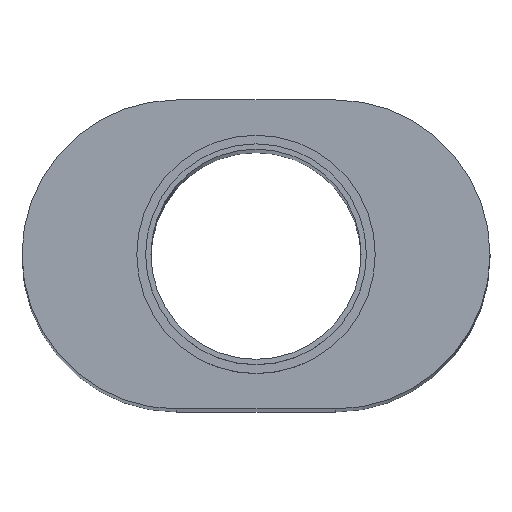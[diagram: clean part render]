
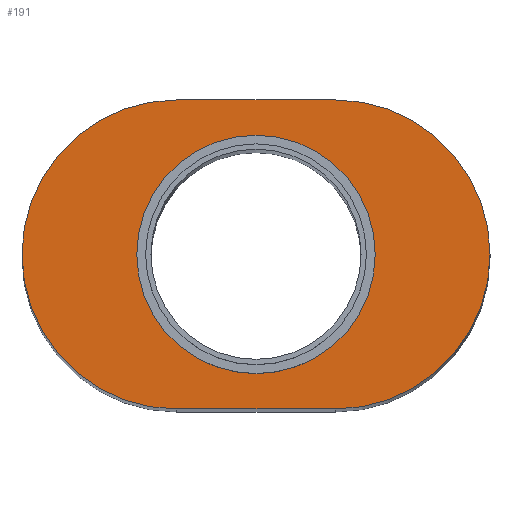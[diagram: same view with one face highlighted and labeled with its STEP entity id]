
A CAD part, top view. The second image highlights one B-rep face of the part: STEP entity #191.
In plain terms, the highlighted planar face has unit normal (0, 0, 1).
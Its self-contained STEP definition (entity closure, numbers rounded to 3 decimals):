
#3 = DIRECTION ( 'NONE',  ( 0., 0., 1. ) ) ;
#19 = CARTESIAN_POINT ( 'NONE',  ( 45., -87.5, 500. ) ) ;
#22 = EDGE_CURVE ( 'NONE', #410, #470, #266, .T. ) ;
#30 = CARTESIAN_POINT ( 'NONE',  ( -45., -87.5, 500. ) ) ;
#37 = DIRECTION ( 'NONE',  ( 1., 0., 0. ) ) ;
#50 = CARTESIAN_POINT ( 'NONE',  ( -45., 0., 500. ) ) ;
#53 = DIRECTION ( 'NONE',  ( 1., 0., 0. ) ) ;
#63 = AXIS2_PLACEMENT_3D ( 'NONE', #427, #115, #484 ) ;
#71 = VERTEX_POINT ( 'NONE', #19 ) ;
#75 = AXIS2_PLACEMENT_3D ( 'NONE', #257, #612, #316 ) ;
#92 = DIRECTION ( 'NONE',  ( 1., 0., 0. ) ) ;
#93 = VECTOR ( 'NONE', #37, 1000. ) ;
#113 = LINE ( 'NONE', #345, #243 ) ;
#115 = DIRECTION ( 'NONE',  ( 0., 0., -1. ) ) ;
#123 = CARTESIAN_POINT ( 'NONE',  ( -45., -87.5, 500. ) ) ;
#126 = EDGE_CURVE ( 'NONE', #207, #130, #113, .T. ) ;
#129 = DIRECTION ( 'NONE',  ( 0., 0., -1. ) ) ;
#130 = VERTEX_POINT ( 'NONE', #546 ) ;
#139 = VERTEX_POINT ( 'NONE', #173 ) ;
#173 = CARTESIAN_POINT ( 'NONE',  ( -132.5, 0., 500. ) ) ;
#179 = EDGE_CURVE ( 'NONE', #139, #606, #219, .T. ) ;
#187 = CIRCLE ( 'NONE', #260, 87.5 ) ;
#188 = CARTESIAN_POINT ( 'NONE',  ( 45., 0., 500. ) ) ;
#191 = ADVANCED_FACE ( 'NONE', ( #617, #602 ), #352, .T. ) ;
#200 = EDGE_CURVE ( 'NONE', #71, #207, #187, .T. ) ;
#201 = EDGE_LOOP ( 'NONE', ( #423, #314 ) ) ;
#207 = VERTEX_POINT ( 'NONE', #246 ) ;
#219 = CIRCLE ( 'NONE', #276, 87.5 ) ;
#243 = VECTOR ( 'NONE', #634, 1000. ) ;
#246 = CARTESIAN_POINT ( 'NONE',  ( 45., 87.5, 500. ) ) ;
#248 = AXIS2_PLACEMENT_3D ( 'NONE', #599, #3, #53 ) ;
#250 = DIRECTION ( 'NONE',  ( 1., 0., 0. ) ) ;
#257 = CARTESIAN_POINT ( 'NONE',  ( -45., 0., 500. ) ) ;
#260 = AXIS2_PLACEMENT_3D ( 'NONE', #188, #551, #250 ) ;
#266 = CIRCLE ( 'NONE', #303, 67.5 ) ;
#276 = AXIS2_PLACEMENT_3D ( 'NONE', #50, #394, #92 ) ;
#303 = AXIS2_PLACEMENT_3D ( 'NONE', #621, #129, #496 ) ;
#314 = ORIENTED_EDGE ( 'NONE', *, *, #22, .T. ) ;
#316 = DIRECTION ( 'NONE',  ( 1., 0., 0. ) ) ;
#321 = CIRCLE ( 'NONE', #75, 87.5 ) ;
#345 = CARTESIAN_POINT ( 'NONE',  ( -45., 87.5, 500. ) ) ;
#352 = PLANE ( 'NONE',  #248 ) ;
#394 = DIRECTION ( 'NONE',  ( 0., 0., 1. ) ) ;
#410 = VERTEX_POINT ( 'NONE', #605 ) ;
#423 = ORIENTED_EDGE ( 'NONE', *, *, #451, .T. ) ;
#427 = CARTESIAN_POINT ( 'NONE',  ( 0., 0., 500. ) ) ;
#428 = ORIENTED_EDGE ( 'NONE', *, *, #126, .T. ) ;
#431 = EDGE_CURVE ( 'NONE', #130, #139, #321, .T. ) ;
#451 = EDGE_CURVE ( 'NONE', #470, #410, #566, .T. ) ;
#470 = VERTEX_POINT ( 'NONE', #529 ) ;
#484 = DIRECTION ( 'NONE',  ( 1., 0., 0. ) ) ;
#491 = ORIENTED_EDGE ( 'NONE', *, *, #179, .T. ) ;
#496 = DIRECTION ( 'NONE',  ( 1., 0., 0. ) ) ;
#497 = EDGE_CURVE ( 'NONE', #606, #71, #623, .T. ) ;
#498 = ORIENTED_EDGE ( 'NONE', *, *, #431, .T. ) ;
#522 = ORIENTED_EDGE ( 'NONE', *, *, #200, .T. ) ;
#525 = ORIENTED_EDGE ( 'NONE', *, *, #497, .T. ) ;
#529 = CARTESIAN_POINT ( 'NONE',  ( -67.5, 0., 500. ) ) ;
#539 = EDGE_LOOP ( 'NONE', ( #498, #491, #525, #522, #428 ) ) ;
#546 = CARTESIAN_POINT ( 'NONE',  ( -45., 87.5, 500. ) ) ;
#551 = DIRECTION ( 'NONE',  ( 0., 0., 1. ) ) ;
#566 = CIRCLE ( 'NONE', #63, 67.5 ) ;
#599 = CARTESIAN_POINT ( 'NONE',  ( -45., 0., 500. ) ) ;
#602 = FACE_BOUND ( 'NONE', #201, .T. ) ;
#605 = CARTESIAN_POINT ( 'NONE',  ( 67.5, 0., 500. ) ) ;
#606 = VERTEX_POINT ( 'NONE', #30 ) ;
#612 = DIRECTION ( 'NONE',  ( 0., 0., 1. ) ) ;
#617 = FACE_OUTER_BOUND ( 'NONE', #539, .T. ) ;
#621 = CARTESIAN_POINT ( 'NONE',  ( 0., 0., 500. ) ) ;
#623 = LINE ( 'NONE', #123, #93 ) ;
#634 = DIRECTION ( 'NONE',  ( -1., 0., 0. ) ) ;
